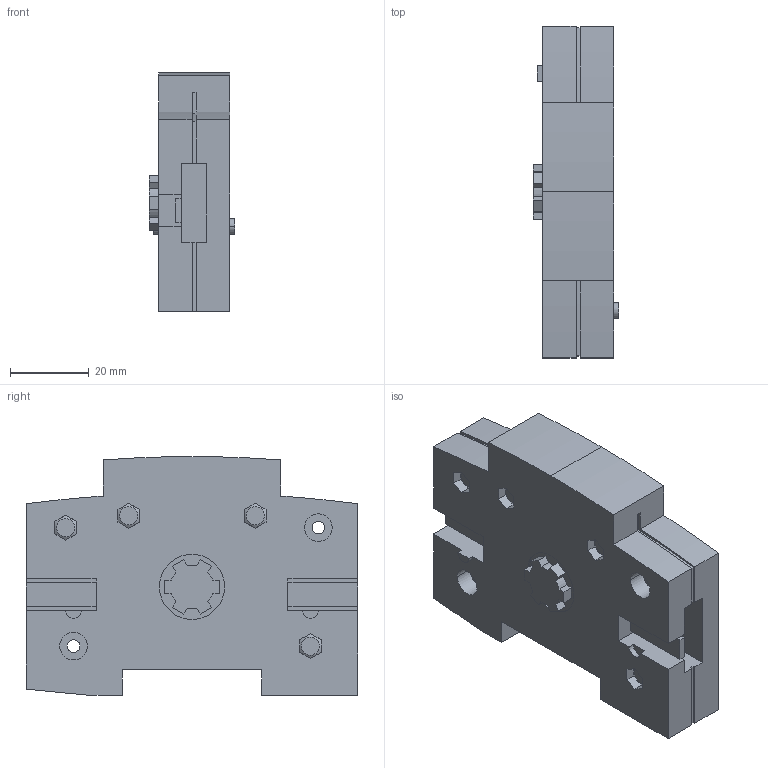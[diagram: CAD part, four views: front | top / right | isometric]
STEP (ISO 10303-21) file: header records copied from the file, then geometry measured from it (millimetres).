
FILE_DESCRIPTION(('STEP AP214'),'1');
FILE_NAME('cctmp_9226FA25-996F-4552-B502-4211E0BB34EA_2023_04_14_01_00_35_0968..stp','2023-04-13T23:00:36',('SIEMENS A&D'),('CADClick - www.CADClick.com'),'Spatial InterOp 3D postprocessed',' ','unknown authorization');
FILE_SCHEMA(('AUTOMOTIVE_DESIGN'));
Length unit declared in the file: millimetre
Products named in the file (1): 2023_04_14_01_00_35_0952
Bounding box: 21.65 x 84 x 60.5 mm (x, y, z)
Volume: 71348.3 mm3; surface area: 18521.7 mm2
Topology: 1 solids, 5 shells, 324 faces, 858 edges, 572 vertices
Faces by surface type: plane 234, cylinder 66, cone 16, torus 8
Entity records: 16933 total; most frequent: CARTESIAN_POINT 2259, STYLED_ITEM 1755, PRESENTATION_STYLE_ASSIGNMENT 1755, ORIENTED_EDGE 1716, DIRECTION 1552, EDGE_CURVE 858, CURVE_STYLE 858, DRAUGHTING_PRE_DEFINED_CURVE_FONT 858
